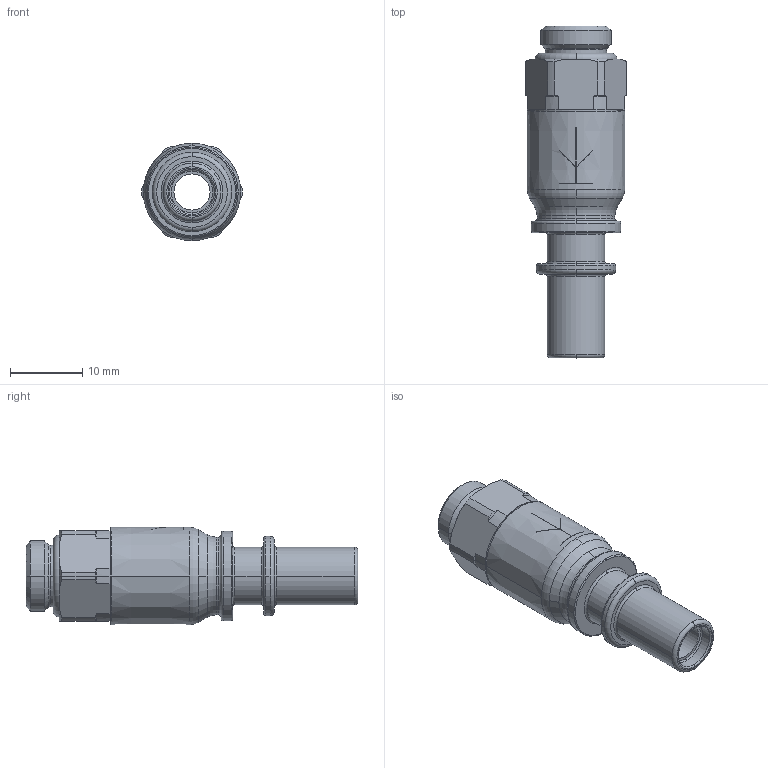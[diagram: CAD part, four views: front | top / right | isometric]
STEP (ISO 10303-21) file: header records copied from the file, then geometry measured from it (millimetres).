
FILE_DESCRIPTION(('STEP AP214'),'1');
FILE_NAME('7961_05_10.stp','2016-07-07T14:32:28',('TraceParts'),('TraceParts S.A.'),'Spatial InterOp 3D',' ',' ');
FILE_SCHEMA(('automotive_design'));
Length unit declared in the file: millimetre
Products named in the file (1): 1
Bounding box: 14 x 46.05 x 13.5 mm (x, y, z)
Volume: 3330.3 mm3; surface area: 2809.6 mm2
Topology: 1 solids, 1 shells, 127 faces, 342 edges, 226 vertices
Faces by surface type: plane 39, cone 38, torus 30, cylinder 20
Entity records: 4091 total; most frequent: DIRECTION 782, CARTESIAN_POINT 744, ORIENTED_EDGE 684, EDGE_CURVE 342, AXIS2_PLACEMENT_3D 336, VERTEX_POINT 226, CIRCLE 204, EDGE_LOOP 138
